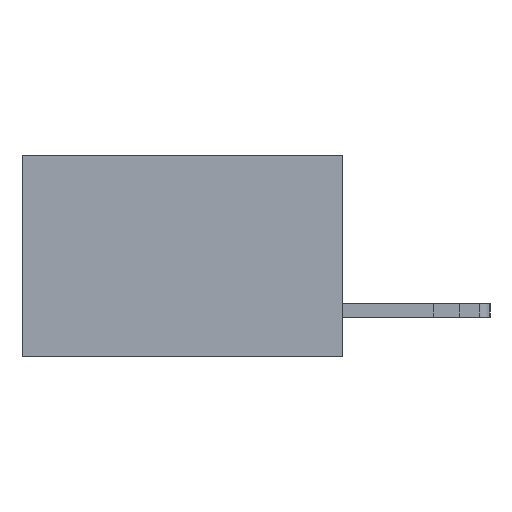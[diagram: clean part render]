
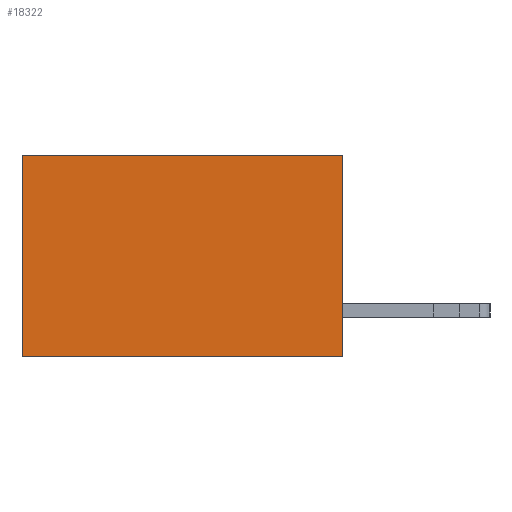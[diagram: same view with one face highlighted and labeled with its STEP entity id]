
A CAD part, left-side view. The second image highlights one B-rep face of the part: STEP entity #18322.
In plain terms, the highlighted planar face has unit normal (-1, 0, 0).
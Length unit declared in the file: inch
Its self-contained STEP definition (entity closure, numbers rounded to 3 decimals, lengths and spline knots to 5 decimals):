
#1608 = EDGE_LOOP ( 'NONE', ( #23970, #14508, #18097, #23498 ) ) ;
#1615 = PLANE ( 'NONE',  #14800 ) ;
#1694 = DIRECTION ( 'NONE',  ( 0., 0., -1. ) ) ;
#2180 = DIRECTION ( 'NONE',  ( 0., 1., 0. ) ) ;
#2299 = CARTESIAN_POINT ( 'NONE',  ( 0.277, 0., -0.37 ) ) ;
#2877 = FACE_OUTER_BOUND ( 'NONE', #1608, .T. ) ;
#5450 = EDGE_CURVE ( 'NONE', #16285, #6893, #21118, .T. ) ;
#5513 = LINE ( 'NONE', #22177, #24157 ) ;
#5754 = VECTOR ( 'NONE', #2180, 39.37008 ) ;
#6553 = CARTESIAN_POINT ( 'NONE',  ( 0.277, 0.59, 0. ) ) ;
#6893 = VERTEX_POINT ( 'NONE', #9128 ) ;
#9128 = CARTESIAN_POINT ( 'NONE',  ( 0.277, 0.59, -0.37 ) ) ;
#9651 = LINE ( 'NONE', #20040, #14161 ) ;
#10514 = DIRECTION ( 'NONE',  ( 0., 1., 0. ) ) ;
#12718 = CARTESIAN_POINT ( 'NONE',  ( 0.277, 0., -0.37 ) ) ;
#13519 = DIRECTION ( 'NONE',  ( 1., 0., 0. ) ) ;
#13651 = VECTOR ( 'NONE', #16316, 39.37008 ) ;
#13869 = VERTEX_POINT ( 'NONE', #18319 ) ;
#14161 = VECTOR ( 'NONE', #10514, 39.37008 ) ;
#14240 = LINE ( 'NONE', #19710, #13651 ) ;
#14508 = ORIENTED_EDGE ( 'NONE', *, *, #5450, .F. ) ;
#14800 = AXIS2_PLACEMENT_3D ( 'NONE', #23021, #13519, #1694 ) ;
#15614 = EDGE_CURVE ( 'NONE', #18574, #6893, #5513, .T. ) ;
#16285 = VERTEX_POINT ( 'NONE', #12718 ) ;
#16316 = DIRECTION ( 'NONE',  ( 0., 0., -1. ) ) ;
#18079 = EDGE_CURVE ( 'NONE', #13869, #16285, #14240, .T. ) ;
#18097 = ORIENTED_EDGE ( 'NONE', *, *, #18079, .F. ) ;
#18319 = CARTESIAN_POINT ( 'NONE',  ( 0.277, 0., 0. ) ) ;
#18322 = ADVANCED_FACE ( 'NONE', ( #2877 ), #1615, .F. ) ;
#18574 = VERTEX_POINT ( 'NONE', #6553 ) ;
#19278 = EDGE_CURVE ( 'NONE', #13869, #18574, #9651, .T. ) ;
#19710 = CARTESIAN_POINT ( 'NONE',  ( 0.277, 0., -0.37 ) ) ;
#20040 = CARTESIAN_POINT ( 'NONE',  ( 0.277, 0., 0. ) ) ;
#21118 = LINE ( 'NONE', #2299, #5754 ) ;
#22177 = CARTESIAN_POINT ( 'NONE',  ( 0.277, 0.59, -0.37 ) ) ;
#23021 = CARTESIAN_POINT ( 'NONE',  ( 0.277, 0., -0.37 ) ) ;
#23498 = ORIENTED_EDGE ( 'NONE', *, *, #19278, .T. ) ;
#23970 = ORIENTED_EDGE ( 'NONE', *, *, #15614, .T. ) ;
#24081 = DIRECTION ( 'NONE',  ( 0., 0., -1. ) ) ;
#24157 = VECTOR ( 'NONE', #24081, 39.37008 ) ;
